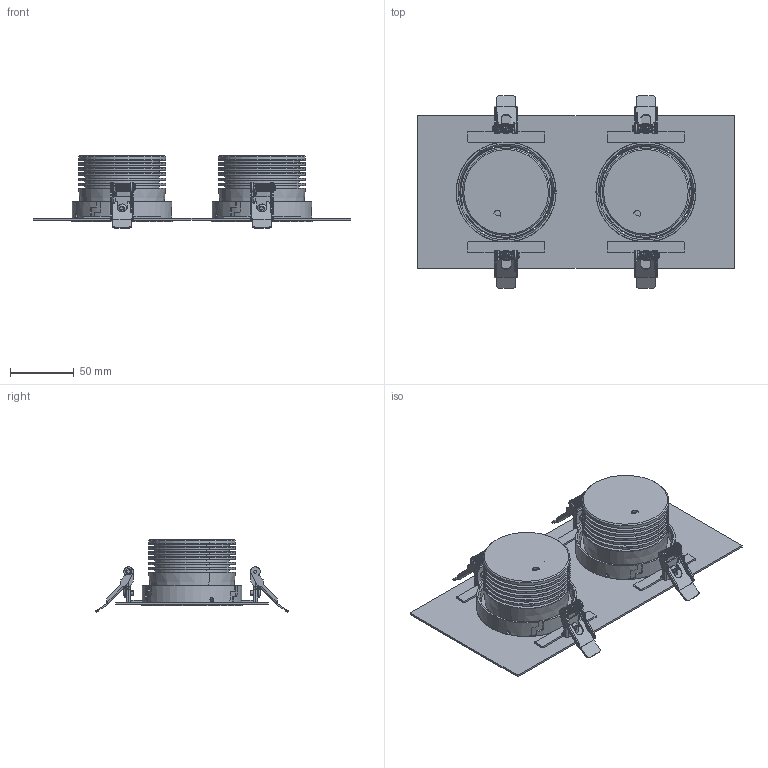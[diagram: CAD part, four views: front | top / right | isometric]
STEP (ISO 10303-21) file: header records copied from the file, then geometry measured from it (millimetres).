
FILE_DESCRIPTION (( 'STEP AP214' ), '1' );
FILE_NAME ('DOTs2 ASSEMBLY PUBLIC.STEP', '2023-11-16T10:59:36', ( '' ), ( '' ), 'SwSTEP 2.0', 'SolidWorks 2018', '' );
FILE_SCHEMA (( 'AUTOMOTIVE_DESIGN' ));
Length unit declared in the file: millimetre
Products named in the file (1): DOTs2 ASSEMBLY PUBLIC
Bounding box: 250 x 151.68 x 57.09 mm (x, y, z)
Volume: 316621 mm3; surface area: 154126.1 mm2
Topology: 29 solids, 39 shells, 1382 faces, 3378 edges, 2080 vertices
Faces by surface type: plane 582, cylinder 544, bspline 110, torus 92, cone 46, sphere 8
Entity records: 70494 total; most frequent: CARTESIAN_POINT 22679, DIRECTION 7034, ORIENTED_EDGE 6676, EDGE_CURVE 3338, AXIS2_PLACEMENT_3D 2675, VERTEX_POINT 2080, VECTOR 1684, LINE 1684
